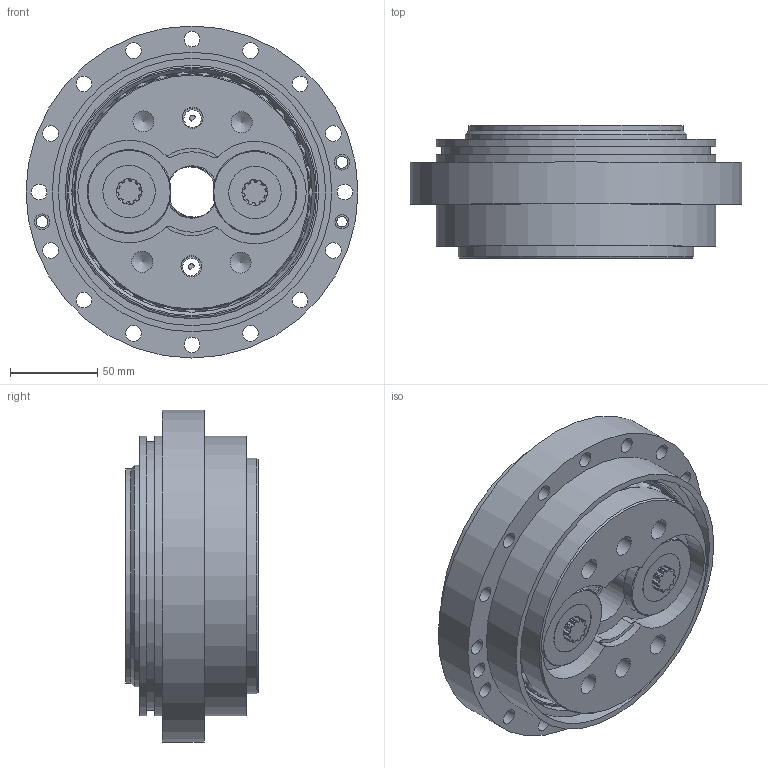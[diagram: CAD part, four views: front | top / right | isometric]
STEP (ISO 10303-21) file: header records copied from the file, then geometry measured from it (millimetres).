
FILE_DESCRIPTION(/* description */ (''),/* implementation_level */ '2;1');
FILE_NAME(/* name */ '40E_3D_REF.stp',/* time_stamp */ '2020-03-03T15:58:24+08:00',/* author */ ('84299'),/* organization */ (''),/* preprocessor_version */ 'ST-DEVELOPER v18',/* originating_system */ 'Autodesk Inventor 2020',/* authorisation */ '');
FILE_SCHEMA (('AUTOMOTIVE_DESIGN { 1 0 10303 214 3 1 1 }'));
Length unit declared in the file: millimetre
Products named in the file (1): 40E_Shrinkwrap_1
Bounding box: 190 x 76 x 190 mm (x, y, z)
Surface area: 219410.4 mm2 (no closed solid volume)
Topology: 0 solids, 131 shells, 502 faces, 1636 edges, 1218 vertices
Faces by surface type: cylinder 205, plane 130, sphere 68, bspline 40, torus 35, cone 24
Full cylindrical faces by diameter (mm): 6 x1, 6.8 x2, 8 x1, 9 x18, 10.5 x4, 12 x8, 15 x2, 18 x4, 20 x2, 27 x2, 30 x5, 35 x4, 37 x2, 48 x2, 112 x1, 121.126 x1, 123 x1, 127 x1, 129 x1, 135 x1, 145 x2, 153 x1, 153.83 x1, 160 x3, 190 x1
Entity records: 19333 total; most frequent: CARTESIAN_POINT 4255, DIRECTION 3327, ORIENTED_EDGE 2683, AXIS2_PLACEMENT_3D 1544, EDGE_CURVE 1492, VERTEX_POINT 1218, CIRCLE 989, EDGE_LOOP 632
